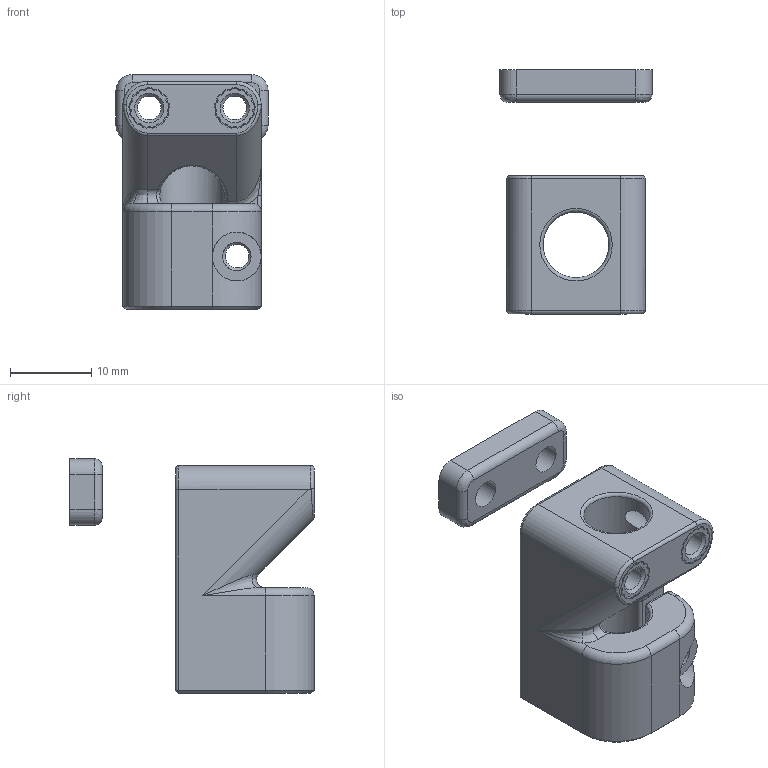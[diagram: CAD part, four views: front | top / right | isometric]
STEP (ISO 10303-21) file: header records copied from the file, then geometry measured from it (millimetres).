
FILE_DESCRIPTION(/* description */ (''),/* implementation_level */ '2;1');
FILE_NAME(/* name */ 'InvertedPinion v3.step',/* time_stamp */ '2022-11-26T14:23:09+01:00',/* author */ (''),/* organization */ (''),/* preprocessor_version */ 'ST-DEVELOPER v19.2',/* originating_system */ 'Autodesk Translation Framework v11.17.0.187',/* authorisation */ '');
FILE_SCHEMA (('AUTOMOTIVE_DESIGN { 1 0 10303 214 3 1 1 }'));
Length unit declared in the file: millimetre
Products named in the file (5): InvertedPinion; probe_bracket; Pinion v1; M3 Threaded Insert (17); M3 Threaded Insert (18)
Assembly tree (5 placements, depth 3):
  InvertedPinion
    probe_bracket
    Pinion v1
      M3 Threaded Insert (17)
      M3 Threaded Insert (18)  x2
Bounding box: 18.7 x 30 x 28.85 mm (x, y, z)
Volume: 5715 mm3; surface area: 4324.7 mm2
Topology: 5 solids, 5 shells, 456 faces, 1250 edges, 806 vertices
Faces by surface type: bspline 247, cylinder 134, plane 47, cone 18, torus 9, sphere 1
Full cylindrical faces by diameter (mm): 2.9 x3, 3.5 x6, 4.2 x3, 4.25 x3, 4.6 x3, 4.8 x3, 8.1 x1
Entity records: 14964 total; most frequent: CARTESIAN_POINT 7108, ORIENTED_EDGE 1822, DIRECTION 1322, EDGE_CURVE 911, VERTEX_POINT 586, AXIS2_PLACEMENT_3D 573, EDGE_LOOP 367, B_SPLINE_CURVE_WITH_KNOTS 342
